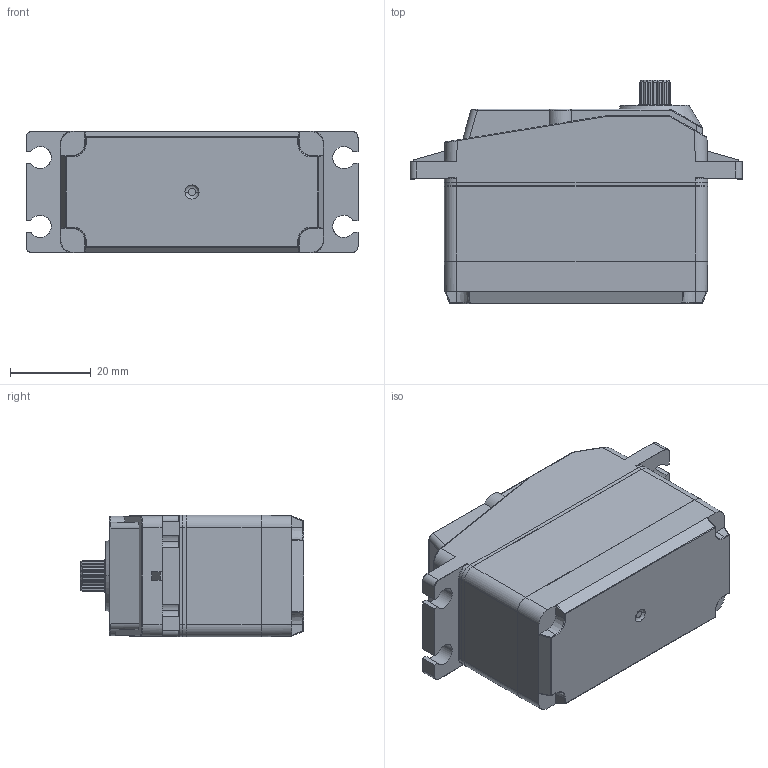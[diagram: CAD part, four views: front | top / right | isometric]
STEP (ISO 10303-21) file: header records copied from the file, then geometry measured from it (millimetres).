
FILE_DESCRIPTION (( 'STEP AP214' ), '1' );
FILE_NAME ('asm-DS5160.STEP', '2023-05-31T08:08:30', ( '' ), ( '' ), 'SwSTEP 2.0', 'SolidWorks 2020', '' );
FILE_SCHEMA (( 'AUTOMOTIVE_DESIGN' ));
Length unit declared in the file: millimetre
Products named in the file (6): asm-DS5160; ZK-LV-YOUYI.stp; SG-YOUYI.stp; GE.stp; asm-DS5160.stp; DG-YOUYI.stp
Assembly tree (5 placements, depth 3):
  asm-DS5160
    asm-DS5160.stp
      SG-YOUYI.stp
      ZK-LV-YOUYI.stp
      DG-YOUYI.stp
      GE.stp
Bounding box: 82 x 55.2 x 30 mm (x, y, z)
Volume: 53671.4 mm3; surface area: 26730.3 mm2
Topology: 4 solids, 4 shells, 692 faces, 1888 edges, 1221 vertices
Faces by surface type: cylinder 330, plane 221, bspline 92, cone 31, torus 10, sphere 8
Entity records: 26580 total; most frequent: CARTESIAN_POINT 9259, ORIENTED_EDGE 3776, DIRECTION 3405, EDGE_CURVE 1888, AXIS2_PLACEMENT_3D 1258, VERTEX_POINT 1221, LINE 889, VECTOR 889
